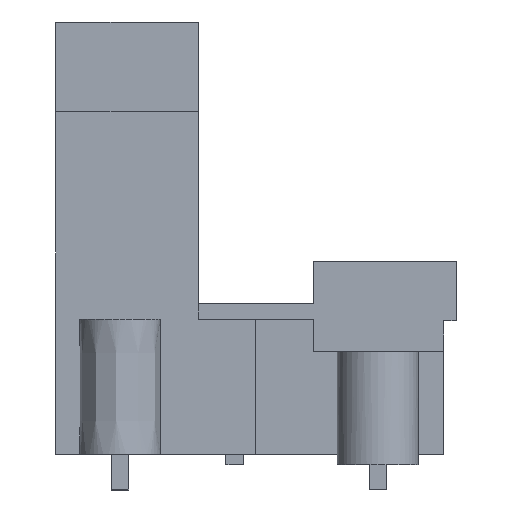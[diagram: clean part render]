
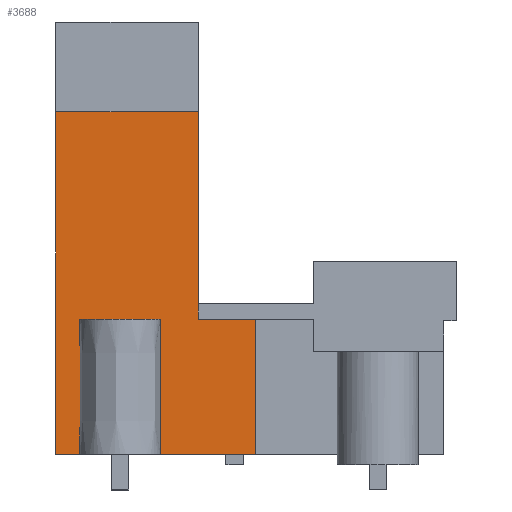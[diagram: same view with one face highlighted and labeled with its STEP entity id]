
A CAD part, left-side view. The second image highlights one B-rep face of the part: STEP entity #3688.
In plain terms, the highlighted planar face has unit normal (-1, 0, 0).
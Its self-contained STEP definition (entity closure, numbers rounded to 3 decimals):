
#3637=AXIS2_PLACEMENT_3D('Plane Axis2P3D',#3634,#3635,#3636) ;
#1431=CARTESIAN_POINT('Line Origine',(3.84,22.779,2.1)) ;
#1435=CARTESIAN_POINT('Vertex',(3.84,23.67,2.1)) ;
#1437=CARTESIAN_POINT('Vertex',(3.84,21.887,2.1)) ;
#1633=CARTESIAN_POINT('Vertex',(3.84,11.84,2.1)) ;
#1636=CARTESIAN_POINT('Line Origine',(3.84,14.846,2.1)) ;
#1640=CARTESIAN_POINT('Vertex',(3.84,17.853,2.1)) ;
#3141=CARTESIAN_POINT('Vertex',(3.84,15.24,11.)) ;
#3171=CARTESIAN_POINT('Line Origine',(3.84,15.24,10.55)) ;
#3175=CARTESIAN_POINT('Vertex',(3.84,15.24,10.1)) ;
#3199=CARTESIAN_POINT('Vertex',(3.84,11.84,10.1)) ;
#3216=CARTESIAN_POINT('Line Origine',(3.84,13.54,10.1)) ;
#3464=CARTESIAN_POINT('Line Origine',(3.84,23.67,12.23)) ;
#3468=CARTESIAN_POINT('Vertex',(3.84,23.67,22.36)) ;
#3634=CARTESIAN_POINT('Axis2P3D Location',(3.84,23.67,1.5)) ;
#3639=CARTESIAN_POINT('Line Origine',(3.84,15.24,16.68)) ;
#3643=CARTESIAN_POINT('Vertex',(3.84,15.24,22.36)) ;
#3646=CARTESIAN_POINT('Line Origine',(3.84,19.455,22.36)) ;
#3651=CARTESIAN_POINT('Line Origine',(3.84,21.887,6.1)) ;
#3655=CARTESIAN_POINT('Vertex',(3.84,21.887,10.1)) ;
#3658=CARTESIAN_POINT('Line Origine',(3.84,19.87,10.1)) ;
#3662=CARTESIAN_POINT('Vertex',(3.84,17.853,10.1)) ;
#3665=CARTESIAN_POINT('Line Origine',(3.84,17.853,6.1)) ;
#3670=CARTESIAN_POINT('Line Origine',(3.84,11.84,6.1)) ;
#1432=DIRECTION('Vector Direction',(0.,-1.,0.)) ;
#1637=DIRECTION('Vector Direction',(0.,-1.,0.)) ;
#3172=DIRECTION('Vector Direction',(0.,0.,-1.)) ;
#3217=DIRECTION('Vector Direction',(0.,1.,0.)) ;
#3465=DIRECTION('Vector Direction',(0.,0.,1.)) ;
#3635=DIRECTION('Axis2P3D Direction',(-1.,0.,0.)) ;
#3636=DIRECTION('Axis2P3D XDirection',(0.,-1.,0.)) ;
#3640=DIRECTION('Vector Direction',(0.,0.,-1.)) ;
#3647=DIRECTION('Vector Direction',(0.,-1.,0.)) ;
#3652=DIRECTION('Vector Direction',(0.,0.,1.)) ;
#3659=DIRECTION('Vector Direction',(0.,1.,0.)) ;
#3666=DIRECTION('Vector Direction',(0.,0.,1.)) ;
#3671=DIRECTION('Vector Direction',(0.,0.,1.)) ;
#1433=VECTOR('Line Direction',#1432,1.) ;
#1638=VECTOR('Line Direction',#1637,1.) ;
#3173=VECTOR('Line Direction',#3172,1.) ;
#3218=VECTOR('Line Direction',#3217,1.) ;
#3466=VECTOR('Line Direction',#3465,1.) ;
#3641=VECTOR('Line Direction',#3640,1.) ;
#3648=VECTOR('Line Direction',#3647,1.) ;
#3653=VECTOR('Line Direction',#3652,1.) ;
#3660=VECTOR('Line Direction',#3659,1.) ;
#3667=VECTOR('Line Direction',#3666,1.) ;
#3672=VECTOR('Line Direction',#3671,1.) ;
#3676=ORIENTED_EDGE('',*,*,#3645,.F.) ;
#3677=ORIENTED_EDGE('',*,*,#3650,.T.) ;
#3678=ORIENTED_EDGE('',*,*,#3470,.T.) ;
#3679=ORIENTED_EDGE('',*,*,#1439,.T.) ;
#3680=ORIENTED_EDGE('',*,*,#3657,.T.) ;
#3681=ORIENTED_EDGE('',*,*,#3664,.F.) ;
#3682=ORIENTED_EDGE('',*,*,#3669,.F.) ;
#3683=ORIENTED_EDGE('',*,*,#1642,.T.) ;
#3684=ORIENTED_EDGE('',*,*,#3674,.T.) ;
#3685=ORIENTED_EDGE('',*,*,#3220,.T.) ;
#3686=ORIENTED_EDGE('',*,*,#3177,.F.) ;
#3688=ADVANCED_FACE('HOUSING',(#3687),#3638,.T.) ;
#1439=EDGE_CURVE('',#1436,#1438,#1434,.T.) ;
#1642=EDGE_CURVE('',#1641,#1634,#1639,.T.) ;
#3177=EDGE_CURVE('',#3142,#3176,#3174,.T.) ;
#3220=EDGE_CURVE('',#3200,#3176,#3219,.T.) ;
#3470=EDGE_CURVE('',#3469,#1436,#3467,.F.) ;
#3645=EDGE_CURVE('',#3644,#3142,#3642,.T.) ;
#3650=EDGE_CURVE('',#3644,#3469,#3649,.F.) ;
#3657=EDGE_CURVE('',#1438,#3656,#3654,.T.) ;
#3664=EDGE_CURVE('',#3663,#3656,#3661,.T.) ;
#3669=EDGE_CURVE('',#1641,#3663,#3668,.T.) ;
#3674=EDGE_CURVE('',#1634,#3200,#3673,.T.) ;
#3675=EDGE_LOOP('',(#3676,#3677,#3678,#3679,#3680,#3681,#3682,#3683,#3684,#3685,#3686)) ;
#3687=FACE_OUTER_BOUND('',#3675,.T.) ;
#1434=LINE('Line',#1431,#1433) ;
#1639=LINE('Line',#1636,#1638) ;
#3174=LINE('Line',#3171,#3173) ;
#3219=LINE('Line',#3216,#3218) ;
#3467=LINE('Line',#3464,#3466) ;
#3642=LINE('Line',#3639,#3641) ;
#3649=LINE('Line',#3646,#3648) ;
#3654=LINE('Line',#3651,#3653) ;
#3661=LINE('Line',#3658,#3660) ;
#3668=LINE('Line',#3665,#3667) ;
#3673=LINE('Line',#3670,#3672) ;
#3638=PLANE('',#3637) ;
#1436=VERTEX_POINT('',#1435) ;
#1438=VERTEX_POINT('',#1437) ;
#1634=VERTEX_POINT('',#1633) ;
#1641=VERTEX_POINT('',#1640) ;
#3142=VERTEX_POINT('',#3141) ;
#3176=VERTEX_POINT('',#3175) ;
#3200=VERTEX_POINT('',#3199) ;
#3469=VERTEX_POINT('',#3468) ;
#3644=VERTEX_POINT('',#3643) ;
#3656=VERTEX_POINT('',#3655) ;
#3663=VERTEX_POINT('',#3662) ;
